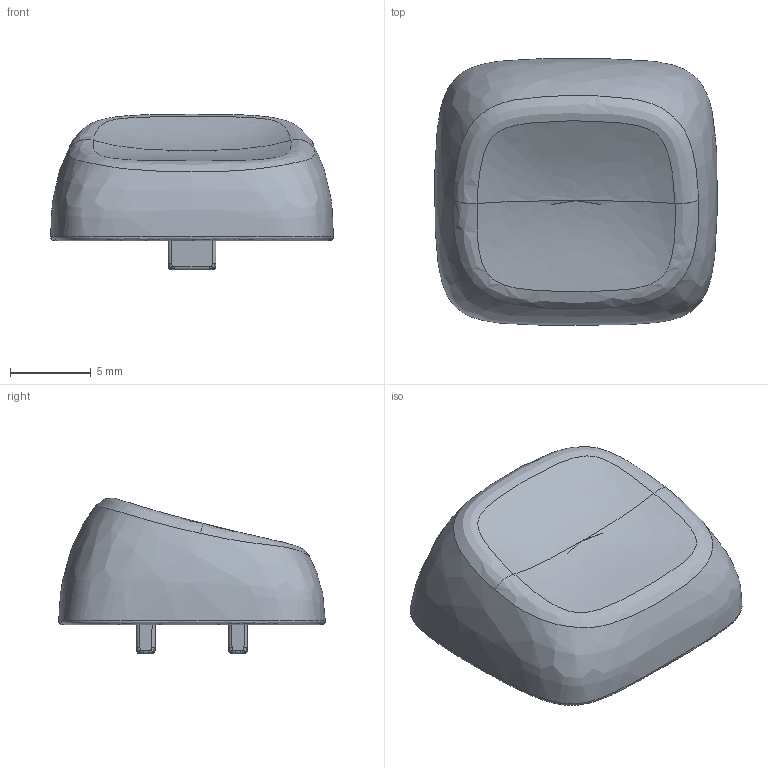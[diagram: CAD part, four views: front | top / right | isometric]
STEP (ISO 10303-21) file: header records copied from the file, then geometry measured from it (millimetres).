
FILE_DESCRIPTION(/* description */ ('','CAx-IF Rec.Pracs.---Representation and Presentation of Product Manufacturing Information (PMI)---4.0---2014-10-13'),/* implementation_level */ '2;1');
FILE_NAME(/* name */ 'KLP_Lame_Normal_Tilted_90deg.step',/* time_stamp */ '2025-03-10T23:17:01+07:00',/* author */ (''),/* organization */ (''),/* preprocessor_version */ 'ST-DEVELOPER v20',/* originating_system */ 'Autodesk Translation Framework v13.20.0.188',/* authorisation */ '');
FILE_SCHEMA (('AP242_MANAGED_MODEL_BASED_3D_ENGINEERING_MIM_LF { 1 0 10303 442 1 1 4 }'));
Length unit declared in the file: millimetre
Products named in the file (2): [Choc] Normal Tilted; Kailh Choc Plug
Assembly tree (1 placements, depth 2):
  [Choc] Normal Tilted
    Kailh Choc Plug
Bounding box: 17.49 x 16.49 x 9.63 mm (x, y, z)
Volume: 1170 mm3; surface area: 1170.5 mm2
Topology: 2 solids, 2 shells, 277 faces, 746 edges, 476 vertices
Faces by surface type: bspline 201, cylinder 48, plane 28
Entity records: 19346 total; most frequent: CARTESIAN_POINT 13102, ORIENTED_EDGE 1488, DIRECTION 1045, EDGE_CURVE 744, VERTEX_POINT 476, AXIS2_PLACEMENT_3D 468, CIRCLE 389, EDGE_LOOP 282
